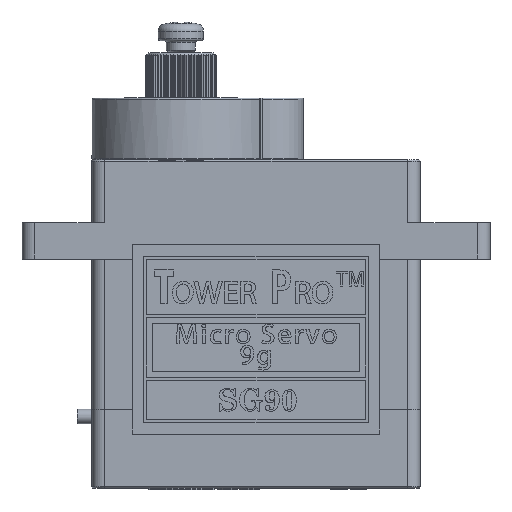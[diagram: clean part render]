
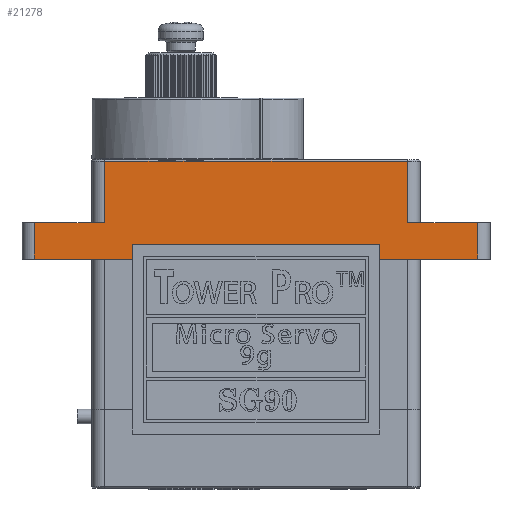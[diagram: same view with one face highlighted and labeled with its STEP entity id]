
A CAD part, top view. The second image highlights one B-rep face of the part: STEP entity #21278.
In plain terms, the highlighted planar face has unit normal (0, 0, 1).
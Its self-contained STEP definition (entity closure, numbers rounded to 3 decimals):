
#21185 = VERTEX_POINT('',#21186);
#21186 = CARTESIAN_POINT('',(-15.2,7.65,6.1));
#21193 = EDGE_CURVE('',#21185,#21194,#21196,.T.);
#21194 = VERTEX_POINT('',#21195);
#21195 = CARTESIAN_POINT('',(-10.4,7.65,6.1));
#21196 = LINE('',#21197,#21198);
#21197 = CARTESIAN_POINT('',(-15.2,7.65,6.1));
#21198 = VECTOR('',#21199,1.);
#21199 = DIRECTION('',(1.,0.,0.));
#21253 = VERTEX_POINT('',#21254);
#21254 = CARTESIAN_POINT('',(-15.2,5.15,6.1));
#21261 = EDGE_CURVE('',#21185,#21253,#21262,.T.);
#21262 = LINE('',#21263,#21264);
#21263 = CARTESIAN_POINT('',(-15.2,7.65,6.1));
#21264 = VECTOR('',#21265,1.);
#21265 = DIRECTION('',(0.,-1.,0.));
#21278 = ADVANCED_FACE('',(#21279),#21353,.F.);
#21279 = FACE_BOUND('',#21280,.T.);
#21280 = EDGE_LOOP('',(#21281,#21291,#21299,#21305,#21306,#21307,#21315,
    #21323,#21331,#21339,#21347));
#21281 = ORIENTED_EDGE('',*,*,#21282,.F.);
#21282 = EDGE_CURVE('',#21283,#21285,#21287,.T.);
#21283 = VERTEX_POINT('',#21284);
#21284 = CARTESIAN_POINT('',(-6.712,11.85,6.1));
#21285 = VERTEX_POINT('',#21286);
#21286 = CARTESIAN_POINT('',(-5.15,11.85,6.1));
#21287 = LINE('',#21288,#21289);
#21288 = CARTESIAN_POINT('',(-6.712,11.85,6.1));
#21289 = VECTOR('',#21290,1.);
#21290 = DIRECTION('',(1.,0.,0.));
#21291 = ORIENTED_EDGE('',*,*,#21292,.T.);
#21292 = EDGE_CURVE('',#21283,#21293,#21295,.T.);
#21293 = VERTEX_POINT('',#21294);
#21294 = CARTESIAN_POINT('',(-10.4,11.85,6.1));
#21295 = LINE('',#21296,#21297);
#21296 = CARTESIAN_POINT('',(-15.2,11.85,6.1));
#21297 = VECTOR('',#21298,1.);
#21298 = DIRECTION('',(-1.,0.,0.));
#21299 = ORIENTED_EDGE('',*,*,#21300,.T.);
#21300 = EDGE_CURVE('',#21293,#21194,#21301,.T.);
#21301 = LINE('',#21302,#21303);
#21302 = CARTESIAN_POINT('',(-10.4,60.045,6.1));
#21303 = VECTOR('',#21304,1.);
#21304 = DIRECTION('',(0.,-1.,0.));
#21305 = ORIENTED_EDGE('',*,*,#21193,.F.);
#21306 = ORIENTED_EDGE('',*,*,#21261,.T.);
#21307 = ORIENTED_EDGE('',*,*,#21308,.T.);
#21308 = EDGE_CURVE('',#21253,#21309,#21311,.T.);
#21309 = VERTEX_POINT('',#21310);
#21310 = CARTESIAN_POINT('',(15.2,5.15,6.1));
#21311 = LINE('',#21312,#21313);
#21312 = CARTESIAN_POINT('',(-15.2,5.15,6.1));
#21313 = VECTOR('',#21314,1.);
#21314 = DIRECTION('',(1.,0.,0.));
#21315 = ORIENTED_EDGE('',*,*,#21316,.F.);
#21316 = EDGE_CURVE('',#21317,#21309,#21319,.T.);
#21317 = VERTEX_POINT('',#21318);
#21318 = CARTESIAN_POINT('',(15.2,7.65,6.1));
#21319 = LINE('',#21320,#21321);
#21320 = CARTESIAN_POINT('',(15.2,7.65,6.1));
#21321 = VECTOR('',#21322,1.);
#21322 = DIRECTION('',(0.,-1.,0.));
#21323 = ORIENTED_EDGE('',*,*,#21324,.F.);
#21324 = EDGE_CURVE('',#21325,#21317,#21327,.T.);
#21325 = VERTEX_POINT('',#21326);
#21326 = CARTESIAN_POINT('',(10.4,7.65,6.1));
#21327 = LINE('',#21328,#21329);
#21328 = CARTESIAN_POINT('',(-15.2,7.65,6.1));
#21329 = VECTOR('',#21330,1.);
#21330 = DIRECTION('',(1.,0.,0.));
#21331 = ORIENTED_EDGE('',*,*,#21332,.F.);
#21332 = EDGE_CURVE('',#21333,#21325,#21335,.T.);
#21333 = VERTEX_POINT('',#21334);
#21334 = CARTESIAN_POINT('',(10.4,11.85,6.1));
#21335 = LINE('',#21336,#21337);
#21336 = CARTESIAN_POINT('',(10.4,60.045,6.1));
#21337 = VECTOR('',#21338,1.);
#21338 = DIRECTION('',(0.,-1.,0.));
#21339 = ORIENTED_EDGE('',*,*,#21340,.T.);
#21340 = EDGE_CURVE('',#21333,#21341,#21343,.T.);
#21341 = VERTEX_POINT('',#21342);
#21342 = CARTESIAN_POINT('',(-3.588,11.85,6.1));
#21343 = LINE('',#21344,#21345);
#21344 = CARTESIAN_POINT('',(-15.2,11.85,6.1));
#21345 = VECTOR('',#21346,1.);
#21346 = DIRECTION('',(-1.,0.,0.));
#21347 = ORIENTED_EDGE('',*,*,#21348,.F.);
#21348 = EDGE_CURVE('',#21285,#21341,#21349,.T.);
#21349 = LINE('',#21350,#21351);
#21350 = CARTESIAN_POINT('',(-5.15,11.85,6.1));
#21351 = VECTOR('',#21352,1.);
#21352 = DIRECTION('',(1.,0.,0.));
#21353 = PLANE('',#21354);
#21354 = AXIS2_PLACEMENT_3D('',#21355,#21356,#21357);
#21355 = CARTESIAN_POINT('',(-15.2,7.65,6.1));
#21356 = DIRECTION('',(0.,0.,-1.));
#21357 = DIRECTION('',(-1.,0.,0.));
